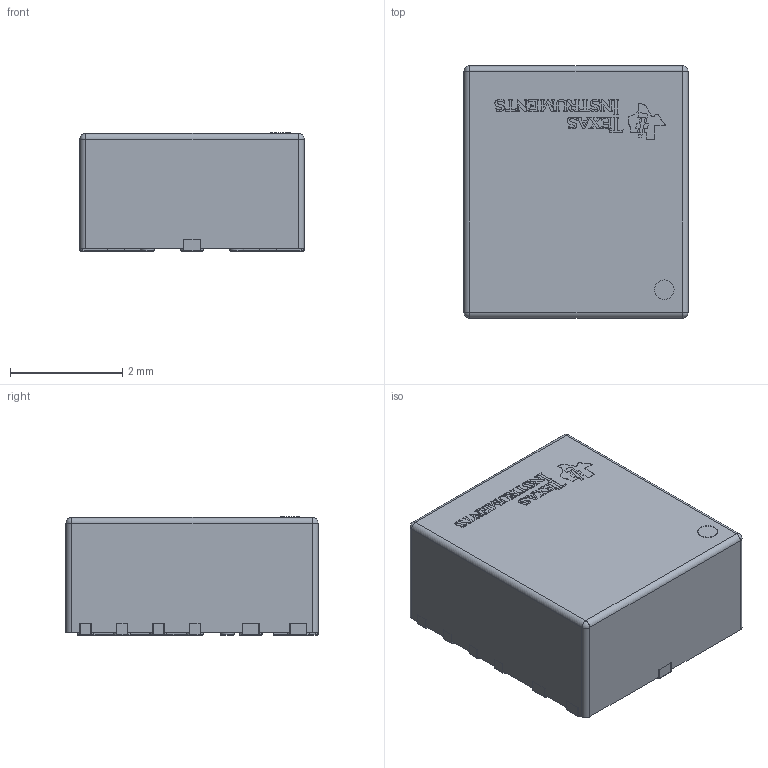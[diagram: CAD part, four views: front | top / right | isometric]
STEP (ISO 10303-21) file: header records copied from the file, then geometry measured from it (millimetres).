
FILE_DESCRIPTION(/* description */ (''),/* implementation_level */ '2;1');
FILE_NAME(/* name */ 'TPSM84209RKHT.stp',/* time_stamp */ '2019-08-15T19:43:17+02:00',/* author */ ('khaled'),/* organization */ (''),/* preprocessor_version */ 'ST-DEVELOPER v17.2',/* originating_system */ 'Autodesk Inventor 2019',/* authorisation */ '');
FILE_SCHEMA (('AUTOMOTIVE_DESIGN { 1 0 10303 214 3 1 1 }'));
Length unit declared in the file: millimetre
Products named in the file (5): TPSM84209RKHT; body; Lead; circle; Texas Instruments
Assembly tree (4 placements, depth 2):
  TPSM84209RKHT
    body
    Lead
    circle
    Texas Instruments
Bounding box: 4 x 4.5 x 2.11 mm (x, y, z)
Volume: 37.2 mm3; surface area: 93.6 mm2
Topology: 29 solids, 29 shells, 857 faces, 2195 edges, 1398 vertices
Faces by surface type: plane 438, cylinder 195, bspline 166, sphere 56, torus 2
Full cylindrical faces by diameter (mm): 0.25 x4, 0.35 x1
Entity records: 26841 total; most frequent: CARTESIAN_POINT 6729, ORIENTED_EDGE 4390, DIRECTION 3647, EDGE_CURVE 2195, LINE 1495, VECTOR 1495, VERTEX_POINT 1398, AXIS2_PLACEMENT_3D 1076
